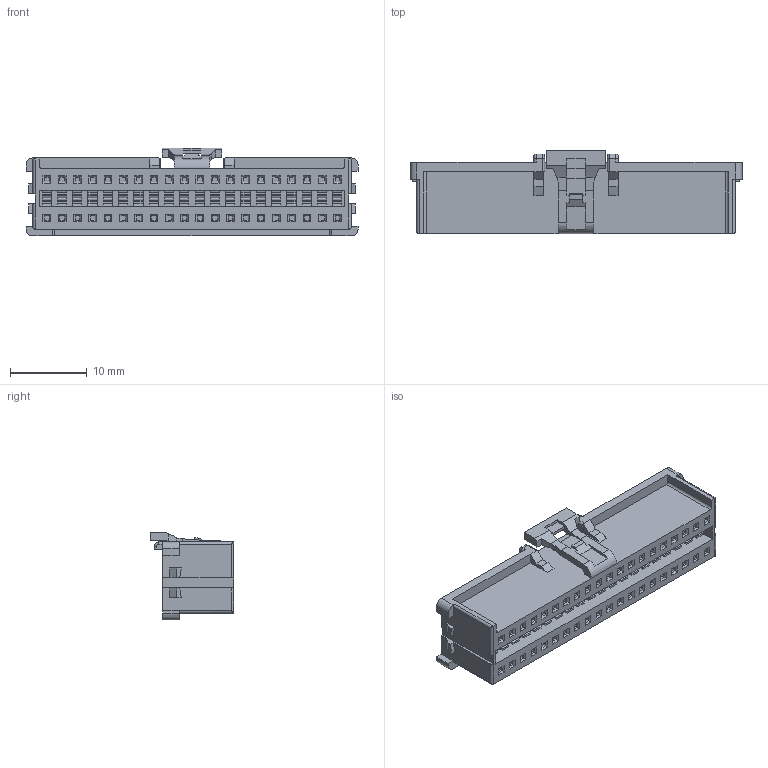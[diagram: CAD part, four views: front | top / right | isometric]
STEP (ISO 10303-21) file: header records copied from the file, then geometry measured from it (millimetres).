
FILE_DESCRIPTION((''),'2;1');
FILE_NAME('513534000','2017-06-06T',('ghp'),(''),'PRO/ENGINEER BY PARAMETRIC TECHNOLOGY CORPORATION, 2012310','PRO/ENGINEER BY PARAMETRIC TECHNOLOGY CORPORATION, 2012310','');
FILE_SCHEMA(('CONFIG_CONTROL_DESIGN'));
Length unit declared in the file: millimetre
Products named in the file (1): 513534000
Bounding box: 43.4 x 10.9 x 11.5 mm (x, y, z)
Volume: 2838.2 mm3; surface area: 2927.9 mm2
Topology: 1 solids, 1 shells, 1682 faces, 4383 edges, 2782 vertices
Faces by surface type: plane 1628, cylinder 50, bspline 2, torus 2
Entity records: 50098 total; most frequent: CARTESIAN_POINT 8975, ORIENTED_EDGE 8766, DIRECTION 7825, EDGE_CURVE 4383, VECTOR 4275, LINE 4275, VERTEX_POINT 2782, AXIS2_PLACEMENT_3D 1775
